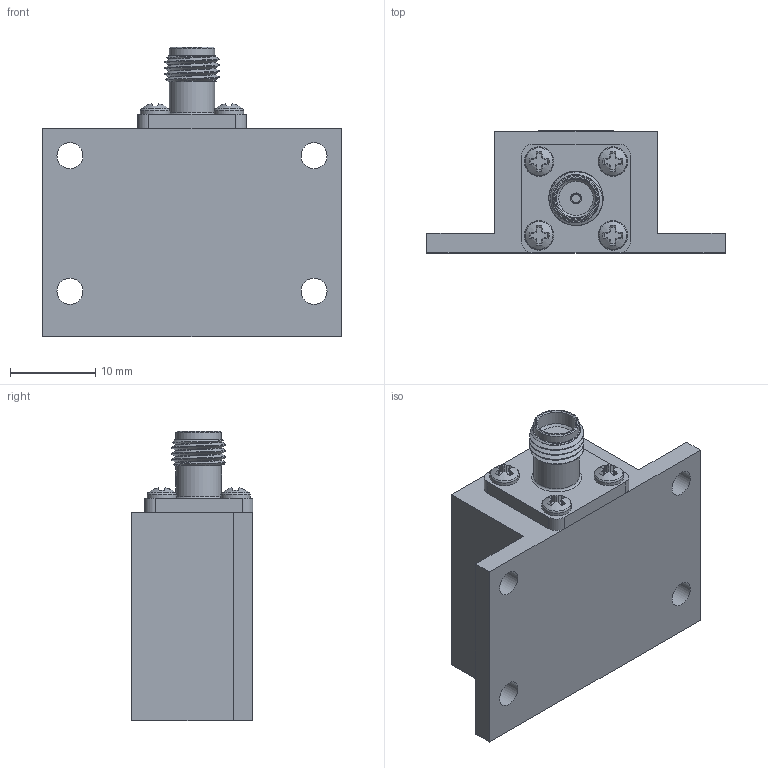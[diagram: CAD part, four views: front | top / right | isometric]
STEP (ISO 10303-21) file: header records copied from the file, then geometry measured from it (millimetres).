
FILE_DESCRIPTION (( 'STEP AP203' ), '1' );
FILE_NAME ('ST3NF50PL_3D.step', '2022-04-15T15:35:39', ( '' ), ( '' ), 'SwSTEP 2.0', 'SolidWorks 2021', '' );
FILE_SCHEMA (( 'CONFIG_CONTROL_DESIGN' ));
Products named in the file (1): ST3NF50PL_3D
Bounding box: 34.92 x 14.27 x 33.91 mm (x, y, z)
Volume: 7843.7 mm3; surface area: 3661.3 mm2
Topology: 1 solids, 6 shells, 676 faces, 1802 edges, 1199 vertices
Faces by surface type: plane 393, bspline 184, cone 69, cylinder 29, torus 1
Full cylindrical faces by diameter (mm): 1.016 x1, 1.27 x2, 2.578 x4, 3.048 x4, 3.454 x4, 4.521 x1, 5.08 x1, 5.334 x2
Entity records: 35736 total; most frequent: CARTESIAN_POINT 20680, ORIENTED_EDGE 3498, DIRECTION 2288, EDGE_CURVE 1749, VERTEX_POINT 1185, LINE 978, VECTOR 978, EDGE_LOOP 786
